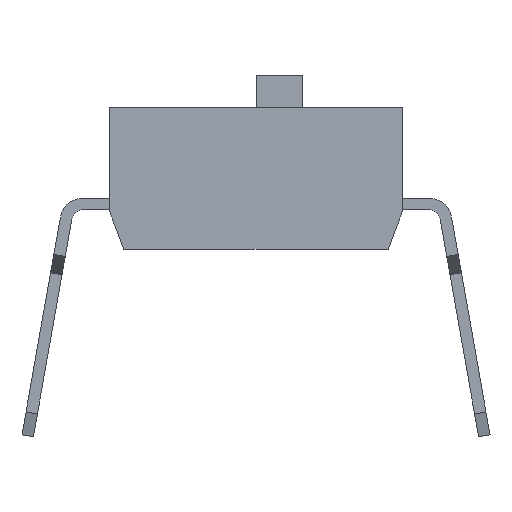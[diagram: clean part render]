
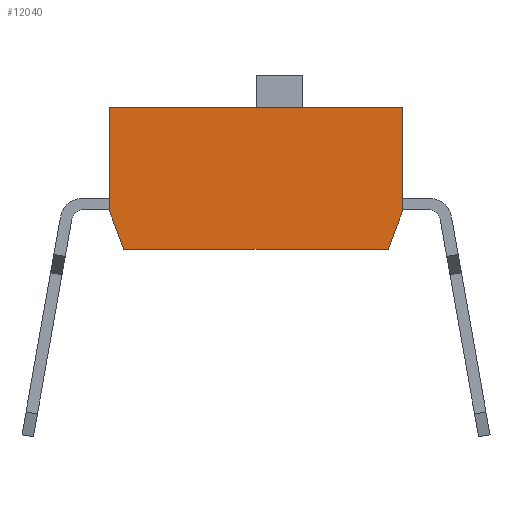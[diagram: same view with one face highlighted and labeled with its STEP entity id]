
A CAD part, left-side view. The second image highlights one B-rep face of the part: STEP entity #12040.
In plain terms, the highlighted planar face has unit normal (-1, 0, 0).
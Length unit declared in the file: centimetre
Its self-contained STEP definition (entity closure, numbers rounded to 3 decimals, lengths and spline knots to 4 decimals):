
#1137=FACE_OUTER_BOUND('',#1808,.T.);
#1808=EDGE_LOOP('',(#10931,#10932,#10933,#10934,#10935,#10936));
#3040=LINE('',#20194,#4457);
#3213=LINE('',#20547,#4630);
#3217=LINE('',#20556,#4634);
#3221=LINE('',#20563,#4638);
#3224=LINE('',#20567,#4641);
#3226=LINE('',#20571,#4643);
#4457=VECTOR('',#14867,1.);
#4630=VECTOR('',#15198,1.);
#4634=VECTOR('',#15204,1.);
#4638=VECTOR('',#15210,1.);
#4641=VECTOR('',#15215,1.);
#4643=VECTOR('',#15221,1.);
#5675=VERTEX_POINT('',#20191);
#5676=VERTEX_POINT('',#20193);
#5776=VERTEX_POINT('',#20545);
#5777=VERTEX_POINT('',#20546);
#5780=VERTEX_POINT('',#20554);
#5781=VERTEX_POINT('',#20555);
#7316=EDGE_CURVE('',#5676,#5675,#3040,.T.);
#7489=EDGE_CURVE('',#5776,#5777,#3213,.T.);
#7493=EDGE_CURVE('',#5780,#5781,#3217,.T.);
#7497=EDGE_CURVE('',#5776,#5675,#3221,.T.);
#7500=EDGE_CURVE('',#5781,#5676,#3224,.T.);
#7502=EDGE_CURVE('',#5780,#5777,#3226,.T.);
#10931=ORIENTED_EDGE('',*,*,#7489,.T.);
#10932=ORIENTED_EDGE('',*,*,#7502,.F.);
#10933=ORIENTED_EDGE('',*,*,#7493,.T.);
#10934=ORIENTED_EDGE('',*,*,#7500,.T.);
#10935=ORIENTED_EDGE('',*,*,#7316,.T.);
#10936=ORIENTED_EDGE('',*,*,#7497,.F.);
#11414=PLANE('',#12637);
#12040=ADVANCED_FACE('',(#1137),#11414,.T.);
#12637=AXIS2_PLACEMENT_3D('',#20570,#15219,#15220);
#14867=DIRECTION('',(0.,1.,0.));
#15198=DIRECTION('',(0.,-0.351,-0.936));
#15204=DIRECTION('',(0.,-0.351,0.936));
#15210=DIRECTION('',(0.,0.,1.));
#15215=DIRECTION('',(0.,0.,1.));
#15219=DIRECTION('center_axis',(-1.,0.,0.));
#15220=DIRECTION('ref_axis',(0.,0.,1.));
#15221=DIRECTION('',(0.,1.,0.));
#20191=CARTESIAN_POINT('',(-1.195,0.315,0.305));
#20193=CARTESIAN_POINT('',(-1.195,-0.315,0.305));
#20194=CARTESIAN_POINT('',(-1.195,-0.315,0.305));
#20545=CARTESIAN_POINT('',(-1.195,0.315,0.08));
#20546=CARTESIAN_POINT('',(-1.195,0.285,0.));
#20547=CARTESIAN_POINT('',(-1.195,0.263,-0.0586));
#20554=CARTESIAN_POINT('',(-1.195,-0.285,0.));
#20555=CARTESIAN_POINT('',(-1.195,-0.315,0.08));
#20556=CARTESIAN_POINT('',(-1.195,-0.2868,0.0049));
#20563=CARTESIAN_POINT('',(-1.195,0.315,0.));
#20567=CARTESIAN_POINT('',(-1.195,-0.315,0.));
#20570=CARTESIAN_POINT('Origin',(-1.195,-0.315,0.));
#20571=CARTESIAN_POINT('',(-1.195,-0.315,0.));
